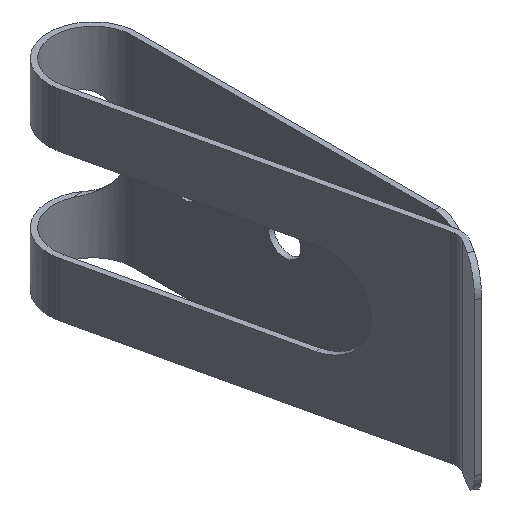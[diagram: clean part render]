
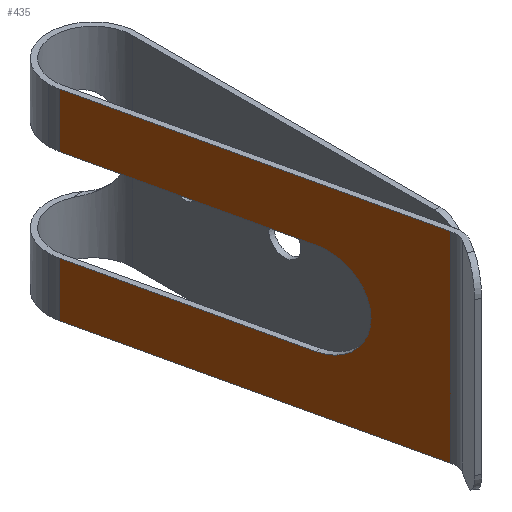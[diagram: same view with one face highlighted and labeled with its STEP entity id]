
A CAD part, isometric view. The second image highlights one B-rep face of the part: STEP entity #435.
In plain terms, the highlighted planar face has unit normal (-0.975, -0.221, 0).
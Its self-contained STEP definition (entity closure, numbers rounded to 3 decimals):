
#6 = AXIS2_PLACEMENT_3D ( 'NONE', #513, #624, #1218 ) ;
#38 = EDGE_CURVE ( 'NONE', #234, #1276, #992, .T. ) ;
#40 = CARTESIAN_POINT ( 'NONE',  ( -10.324, 19.094, 25. ) ) ;
#82 = VERTEX_POINT ( 'NONE', #291 ) ;
#107 = CARTESIAN_POINT ( 'NONE',  ( -10.324, 19.094, 25. ) ) ;
#128 = CARTESIAN_POINT ( 'NONE',  ( -1.333, -20.639, 25. ) ) ;
#162 = CARTESIAN_POINT ( 'NONE',  ( -10.324, 19.094, 0. ) ) ;
#168 = DIRECTION ( 'NONE',  ( -0.221, 0.975, 0. ) ) ;
#189 = CARTESIAN_POINT ( 'NONE',  ( -1.333, -20.639, 25. ) ) ;
#224 = CARTESIAN_POINT ( 'NONE',  ( -4.432, -6.942, 6.75 ) ) ;
#225 = ORIENTED_EDGE ( 'NONE', *, *, #505, .F. ) ;
#234 = VERTEX_POINT ( 'NONE', #40 ) ;
#254 = ORIENTED_EDGE ( 'NONE', *, *, #805, .F. ) ;
#256 = LINE ( 'NONE', #364, #540 ) ;
#282 = CARTESIAN_POINT ( 'NONE',  ( -4.432, -6.942, 12.5 ) ) ;
#291 = CARTESIAN_POINT ( 'NONE',  ( -10.324, 19.094, 6.75 ) ) ;
#293 = CARTESIAN_POINT ( 'NONE',  ( -1.333, -20.639, 0. ) ) ;
#347 = VERTEX_POINT ( 'NONE', #162 ) ;
#364 = CARTESIAN_POINT ( 'NONE',  ( -10.324, 19.094, 25. ) ) ;
#370 = LINE ( 'NONE', #1160, #416 ) ;
#400 = DIRECTION ( 'NONE',  ( -0.975, -0.221, 0. ) ) ;
#402 = EDGE_CURVE ( 'NONE', #984, #1081, #467, .T. ) ;
#416 = VECTOR ( 'NONE', #596, 1000. ) ;
#435 = ADVANCED_FACE ( 'NONE', ( #772 ), #979, .F. ) ;
#441 = ORIENTED_EDGE ( 'NONE', *, *, #38, .T. ) ;
#467 = CIRCLE ( 'NONE', #592, 5.75 ) ;
#470 = CARTESIAN_POINT ( 'NONE',  ( -1.333, -20.639, 25. ) ) ;
#473 = ORIENTED_EDGE ( 'NONE', *, *, #402, .F. ) ;
#476 = VERTEX_POINT ( 'NONE', #880 ) ;
#489 = DIRECTION ( 'NONE',  ( 0.221, -0.975, 0. ) ) ;
#505 = EDGE_CURVE ( 'NONE', #883, #984, #694, .T. ) ;
#510 = DIRECTION ( 'NONE',  ( 0., 0., -1. ) ) ;
#513 = CARTESIAN_POINT ( 'NONE',  ( -4.432, -6.942, 12.5 ) ) ;
#540 = VECTOR ( 'NONE', #1044, 1000. ) ;
#560 = CARTESIAN_POINT ( 'NONE',  ( -3.163, -12.551, 12.5 ) ) ;
#592 = AXIS2_PLACEMENT_3D ( 'NONE', #282, #400, #1075 ) ;
#595 = DIRECTION ( 'NONE',  ( 0.975, 0.221, 0. ) ) ;
#596 = DIRECTION ( 'NONE',  ( -0.221, 0.975, 0. ) ) ;
#605 = VECTOR ( 'NONE', #168, 1000. ) ;
#620 = LINE ( 'NONE', #128, #867 ) ;
#624 = DIRECTION ( 'NONE',  ( -0.975, -0.221, 0. ) ) ;
#625 = DIRECTION ( 'NONE',  ( 0., 0., -1. ) ) ;
#694 = CIRCLE ( 'NONE', #6, 5.75 ) ;
#748 = EDGE_CURVE ( 'NONE', #883, #82, #1289, .T. ) ;
#754 = AXIS2_PLACEMENT_3D ( 'NONE', #470, #595, #884 ) ;
#772 = FACE_OUTER_BOUND ( 'NONE', #1112, .T. ) ;
#787 = EDGE_CURVE ( 'NONE', #347, #476, #1073, .T. ) ;
#805 = EDGE_CURVE ( 'NONE', #234, #1067, #1267, .T. ) ;
#823 = ORIENTED_EDGE ( 'NONE', *, *, #1131, .F. ) ;
#831 = VECTOR ( 'NONE', #510, 1000. ) ;
#835 = ORIENTED_EDGE ( 'NONE', *, *, #1288, .F. ) ;
#867 = VECTOR ( 'NONE', #625, 1000. ) ;
#880 = CARTESIAN_POINT ( 'NONE',  ( -1.333, -20.639, 0. ) ) ;
#883 = VERTEX_POINT ( 'NONE', #224 ) ;
#884 = DIRECTION ( 'NONE',  ( -0.221, 0.975, 0. ) ) ;
#887 = VECTOR ( 'NONE', #1054, 1000. ) ;
#942 = EDGE_CURVE ( 'NONE', #82, #347, #256, .T. ) ;
#969 = CARTESIAN_POINT ( 'NONE',  ( -4.432, -6.942, 18.25 ) ) ;
#979 = PLANE ( 'NONE',  #754 ) ;
#984 = VERTEX_POINT ( 'NONE', #560 ) ;
#992 = LINE ( 'NONE', #107, #831 ) ;
#1030 = ORIENTED_EDGE ( 'NONE', *, *, #787, .T. ) ;
#1044 = DIRECTION ( 'NONE',  ( 0., 0., -1. ) ) ;
#1047 = CARTESIAN_POINT ( 'NONE',  ( -1.333, -20.639, 6.75 ) ) ;
#1054 = DIRECTION ( 'NONE',  ( 0.221, -0.975, 0. ) ) ;
#1055 = ORIENTED_EDGE ( 'NONE', *, *, #748, .T. ) ;
#1062 = ORIENTED_EDGE ( 'NONE', *, *, #942, .T. ) ;
#1067 = VERTEX_POINT ( 'NONE', #1140 ) ;
#1073 = LINE ( 'NONE', #293, #1224 ) ;
#1075 = DIRECTION ( 'NONE',  ( 0.221, -0.975, 0. ) ) ;
#1081 = VERTEX_POINT ( 'NONE', #969 ) ;
#1105 = CARTESIAN_POINT ( 'NONE',  ( -10.324, 19.094, 18.25 ) ) ;
#1112 = EDGE_LOOP ( 'NONE', ( #441, #823, #473, #225, #1055, #1062, #1030, #835, #254 ) ) ;
#1131 = EDGE_CURVE ( 'NONE', #1081, #1276, #370, .T. ) ;
#1140 = CARTESIAN_POINT ( 'NONE',  ( -1.333, -20.639, 25. ) ) ;
#1160 = CARTESIAN_POINT ( 'NONE',  ( -11.991, 26.463, 18.25 ) ) ;
#1218 = DIRECTION ( 'NONE',  ( 0.221, -0.975, 0. ) ) ;
#1224 = VECTOR ( 'NONE', #489, 1000. ) ;
#1267 = LINE ( 'NONE', #189, #887 ) ;
#1276 = VERTEX_POINT ( 'NONE', #1105 ) ;
#1288 = EDGE_CURVE ( 'NONE', #1067, #476, #620, .T. ) ;
#1289 = LINE ( 'NONE', #1047, #605 ) ;
